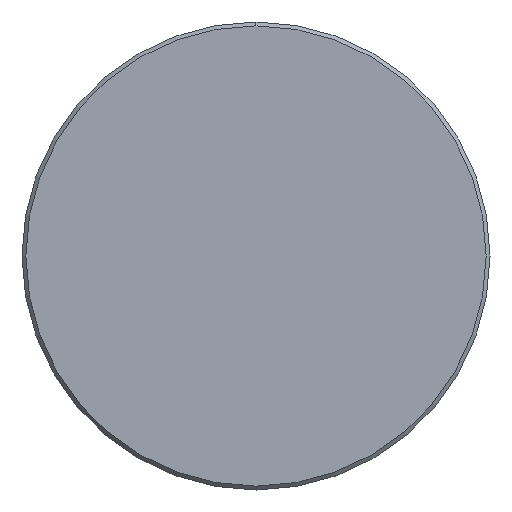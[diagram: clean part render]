
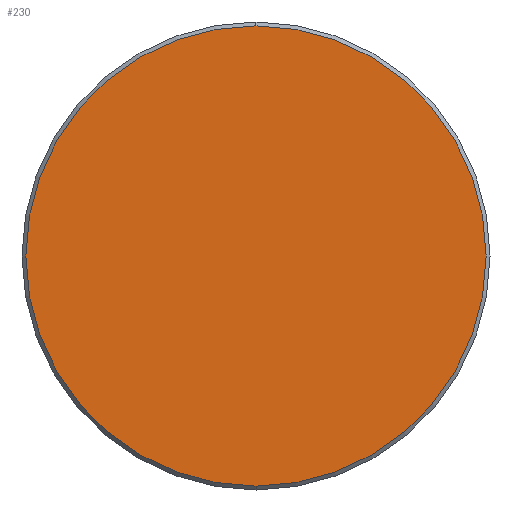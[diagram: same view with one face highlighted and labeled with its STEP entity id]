
A CAD part, left-side view. The second image highlights one B-rep face of the part: STEP entity #230.
In plain terms, the highlighted planar face has unit normal (-1, 0, 0).
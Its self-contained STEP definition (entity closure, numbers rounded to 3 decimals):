
#24 = CARTESIAN_POINT ( 'NONE',  ( 0., 0., 0. ) ) ;
#30 = CARTESIAN_POINT ( 'NONE',  ( 0., 0., 17.7 ) ) ;
#36 = CARTESIAN_POINT ( 'NONE',  ( 0., 0., -17.7 ) ) ;
#87 = CIRCLE ( 'NONE', #331, 17.7 ) ;
#113 = AXIS2_PLACEMENT_3D ( 'NONE', #570, #262, #252 ) ;
#154 = DIRECTION ( 'NONE',  ( -1., 0., 0. ) ) ;
#167 = DIRECTION ( 'NONE',  ( -1., 0., 0. ) ) ;
#172 = DIRECTION ( 'NONE',  ( 0., 0., 1. ) ) ;
#230 = ADVANCED_FACE ( 'NONE', ( #692 ), #514, .F. ) ;
#252 = DIRECTION ( 'NONE',  ( 0., 0., -1. ) ) ;
#256 = ORIENTED_EDGE ( 'NONE', *, *, #265, .T. ) ;
#262 = DIRECTION ( 'NONE',  ( 1., 0., 0. ) ) ;
#265 = EDGE_CURVE ( 'NONE', #548, #503, #87, .T. ) ;
#285 = DIRECTION ( 'NONE',  ( 0., 0., 1. ) ) ;
#331 = AXIS2_PLACEMENT_3D ( 'NONE', #24, #154, #285 ) ;
#344 = ORIENTED_EDGE ( 'NONE', *, *, #508, .T. ) ;
#397 = CIRCLE ( 'NONE', #675, 17.7 ) ;
#503 = VERTEX_POINT ( 'NONE', #36 ) ;
#508 = EDGE_CURVE ( 'NONE', #503, #548, #397, .T. ) ;
#514 = PLANE ( 'NONE',  #113 ) ;
#545 = CARTESIAN_POINT ( 'NONE',  ( 0., 0., 0. ) ) ;
#548 = VERTEX_POINT ( 'NONE', #30 ) ;
#570 = CARTESIAN_POINT ( 'NONE',  ( 0., 0., 0. ) ) ;
#675 = AXIS2_PLACEMENT_3D ( 'NONE', #545, #167, #172 ) ;
#692 = FACE_OUTER_BOUND ( 'NONE', #731, .T. ) ;
#731 = EDGE_LOOP ( 'NONE', ( #344, #256 ) ) ;
